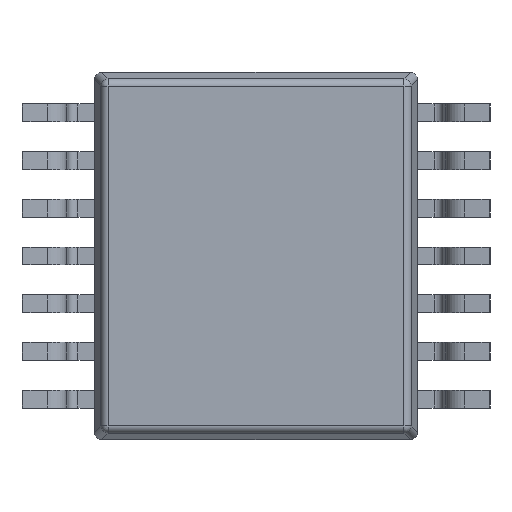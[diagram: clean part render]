
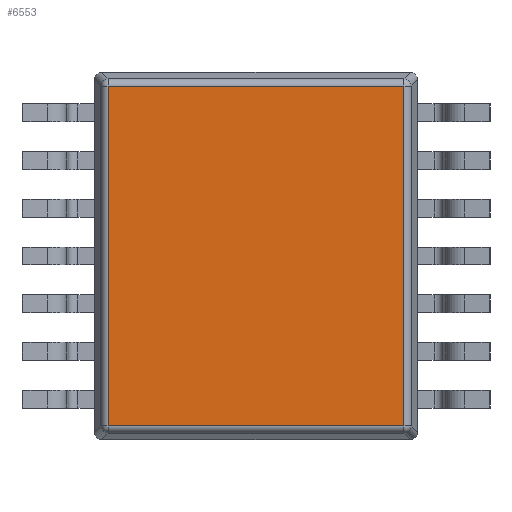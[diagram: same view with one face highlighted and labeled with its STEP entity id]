
A CAD part, front view. The second image highlights one B-rep face of the part: STEP entity #6553.
In plain terms, the highlighted planar face has unit normal (0, -1, 0).
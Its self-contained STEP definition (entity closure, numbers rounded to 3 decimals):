
#417 = EDGE_CURVE ( 'NONE', #5498, #5729, #4691, .T. ) ;
#439 = EDGE_CURVE ( 'NONE', #5729, #1356, #2310, .T. ) ;
#605 = DIRECTION ( 'NONE',  ( 1., 0., 0. ) ) ;
#671 = EDGE_CURVE ( 'NONE', #4431, #5498, #1729, .T. ) ;
#778 = ORIENTED_EDGE ( 'NONE', *, *, #439, .T. ) ;
#835 = VECTOR ( 'NONE', #1725, 1000. ) ;
#1356 = VERTEX_POINT ( 'NONE', #5743 ) ;
#1542 = CARTESIAN_POINT ( 'NONE',  ( 0., 0.15, 0. ) ) ;
#1648 = EDGE_LOOP ( 'NONE', ( #2571, #4979, #6593, #778 ) ) ;
#1725 = DIRECTION ( 'NONE',  ( -1., 0., 0. ) ) ;
#1729 = LINE ( 'NONE', #3467, #3189 ) ;
#1792 = EDGE_CURVE ( 'NONE', #1356, #4431, #6229, .T. ) ;
#2108 = DIRECTION ( 'NONE',  ( 0., 0., -1. ) ) ;
#2310 = LINE ( 'NONE', #5899, #6706 ) ;
#2571 = ORIENTED_EDGE ( 'NONE', *, *, #1792, .T. ) ;
#3189 = VECTOR ( 'NONE', #5561, 1000. ) ;
#3467 = CARTESIAN_POINT ( 'NONE',  ( -2.015, 0.15, -2.392 ) ) ;
#4431 = VERTEX_POINT ( 'NONE', #7508 ) ;
#4691 = LINE ( 'NONE', #7513, #7308 ) ;
#4979 = ORIENTED_EDGE ( 'NONE', *, *, #671, .T. ) ;
#5484 = DIRECTION ( 'NONE',  ( 0., -1., 0. ) ) ;
#5498 = VERTEX_POINT ( 'NONE', #5965 ) ;
#5561 = DIRECTION ( 'NONE',  ( 0., 0., -1. ) ) ;
#5729 = VERTEX_POINT ( 'NONE', #6652 ) ;
#5743 = CARTESIAN_POINT ( 'NONE',  ( 2.015, 0.15, 2.315 ) ) ;
#5899 = CARTESIAN_POINT ( 'NONE',  ( 2.015, 0.15, 2.392 ) ) ;
#5965 = CARTESIAN_POINT ( 'NONE',  ( -2.015, 0.15, -2.315 ) ) ;
#6203 = PLANE ( 'NONE',  #6535 ) ;
#6229 = LINE ( 'NONE', #6926, #835 ) ;
#6535 = AXIS2_PLACEMENT_3D ( 'NONE', #1542, #5484, #2108 ) ;
#6553 = ADVANCED_FACE ( 'NONE', ( #7267 ), #6203, .T. ) ;
#6593 = ORIENTED_EDGE ( 'NONE', *, *, #417, .T. ) ;
#6652 = CARTESIAN_POINT ( 'NONE',  ( 2.015, 0.15, -2.315 ) ) ;
#6706 = VECTOR ( 'NONE', #6944, 1000. ) ;
#6926 = CARTESIAN_POINT ( 'NONE',  ( -2.092, 0.15, 2.315 ) ) ;
#6944 = DIRECTION ( 'NONE',  ( 0., 0., 1. ) ) ;
#7267 = FACE_OUTER_BOUND ( 'NONE', #1648, .T. ) ;
#7308 = VECTOR ( 'NONE', #605, 1000. ) ;
#7508 = CARTESIAN_POINT ( 'NONE',  ( -2.015, 0.15, 2.315 ) ) ;
#7513 = CARTESIAN_POINT ( 'NONE',  ( 2.092, 0.15, -2.315 ) ) ;
